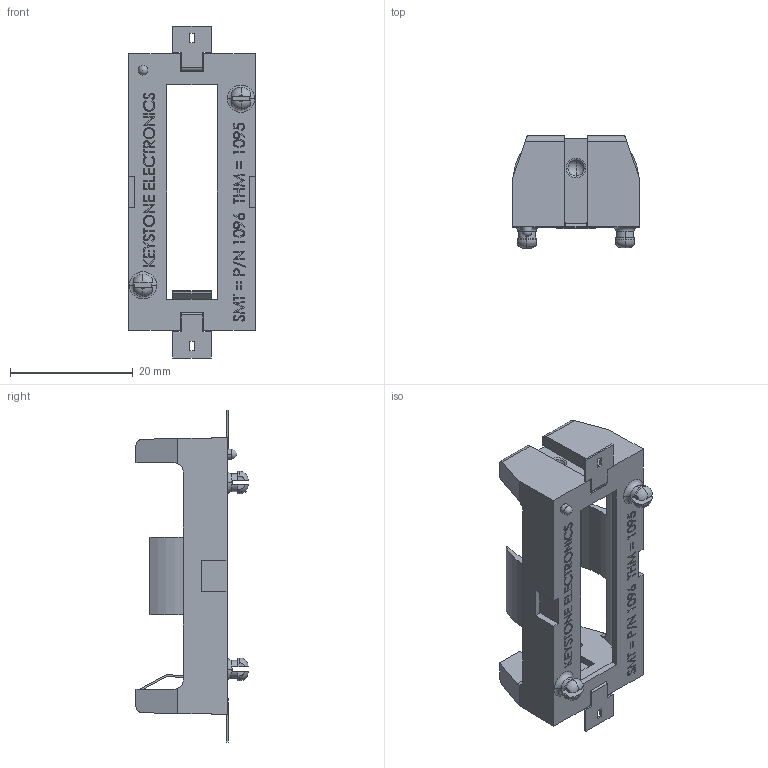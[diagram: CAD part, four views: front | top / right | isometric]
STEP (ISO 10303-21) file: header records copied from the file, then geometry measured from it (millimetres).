
FILE_DESCRIPTION (( 'STEP AP214' ), '1' );
FILE_NAME ('1096P.STEP', '2016-02-02T17:41:49', ( '' ), ( '' ), 'SwSTEP 2.0', 'SolidWorks 2013', '' );
FILE_SCHEMA (( 'AUTOMOTIVE_DESIGN' ));
Length unit declared in the file: inch
Products named in the file (1): 1096P
Bounding box: 20.65 x 18.29 x 54.2 mm (x, y, z)
Volume: 3865.9 mm3; surface area: 4394.9 mm2
Topology: 1 solids, 1 shells, 655 faces, 1792 edges, 1189 vertices
Faces by surface type: plane 460, bspline 143, cylinder 33, torus 14, sphere 5
Entity records: 29648 total; most frequent: CARTESIAN_POINT 13157, ORIENTED_EDGE 3580, DIRECTION 2620, EDGE_CURVE 1790, LINE 1358, VECTOR 1358, VERTEX_POINT 1188, EDGE_LOOP 716
